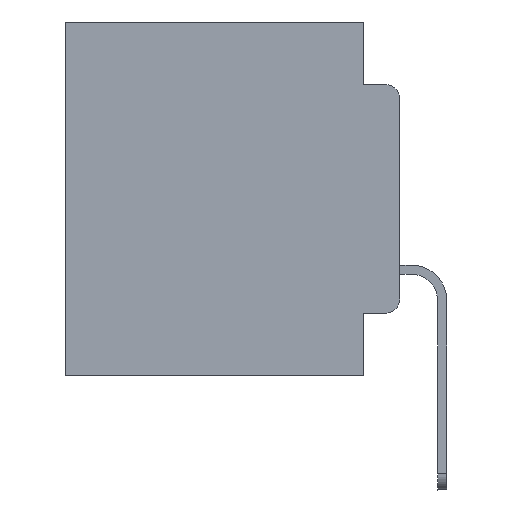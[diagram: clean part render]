
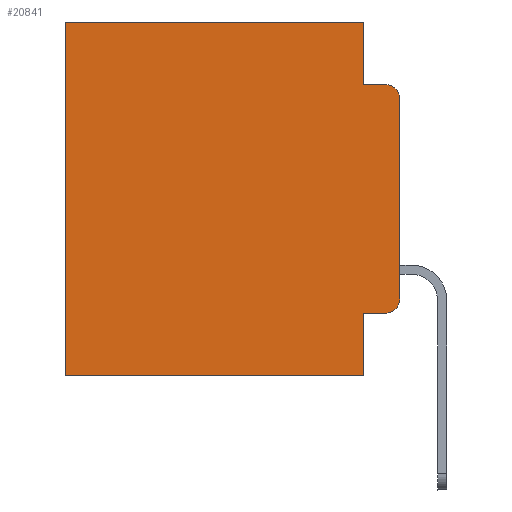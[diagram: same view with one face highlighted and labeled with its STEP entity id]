
A CAD part, left-side view. The second image highlights one B-rep face of the part: STEP entity #20841.
In plain terms, the highlighted planar face has unit normal (-1, 0, 0).
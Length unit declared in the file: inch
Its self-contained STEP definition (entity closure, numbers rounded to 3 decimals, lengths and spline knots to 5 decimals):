
#46 = ORIENTED_EDGE ( 'NONE', *, *, #20152, .T. ) ;
#168 = ORIENTED_EDGE ( 'NONE', *, *, #25356, .T. ) ;
#627 = VECTOR ( 'NONE', #6350, 39.37008 ) ;
#957 = CARTESIAN_POINT ( 'NONE',  ( 0.298, 0.473, -0.5 ) ) ;
#1411 = VERTEX_POINT ( 'NONE', #957 ) ;
#1895 = AXIS2_PLACEMENT_3D ( 'NONE', #10019, #25050, #3821 ) ;
#2115 = VERTEX_POINT ( 'NONE', #10185 ) ;
#2294 = ORIENTED_EDGE ( 'NONE', *, *, #9294, .F. ) ;
#2412 = VERTEX_POINT ( 'NONE', #19721 ) ;
#2501 = EDGE_LOOP ( 'NONE', ( #22156, #46, #8889, #2294, #168, #7775, #8110, #8535, #18689, #15178 ) ) ;
#2568 = VECTOR ( 'NONE', #25883, 39.37008 ) ;
#2874 = DIRECTION ( 'NONE',  ( 0., 0., -1. ) ) ;
#2890 = EDGE_CURVE ( 'NONE', #14962, #21235, #25244, .T. ) ;
#3821 = DIRECTION ( 'NONE',  ( 0., 0., -1. ) ) ;
#4959 = CARTESIAN_POINT ( 'NONE',  ( 0.298, 0.473, 0. ) ) ;
#5071 = LINE ( 'NONE', #17297, #2568 ) ;
#6130 = CARTESIAN_POINT ( 'NONE',  ( 0.298, 0., -0.3915 ) ) ;
#6350 = DIRECTION ( 'NONE',  ( 0., 0., -1. ) ) ;
#6881 = DIRECTION ( 'NONE',  ( -1., 0., 0. ) ) ;
#6884 = CARTESIAN_POINT ( 'NONE',  ( 0.298, 0., 0. ) ) ;
#7775 = ORIENTED_EDGE ( 'NONE', *, *, #26875, .T. ) ;
#7852 = VECTOR ( 'NONE', #23000, 39.37008 ) ;
#8110 = ORIENTED_EDGE ( 'NONE', *, *, #16536, .F. ) ;
#8535 = ORIENTED_EDGE ( 'NONE', *, *, #18707, .F. ) ;
#8562 = DIRECTION ( 'NONE',  ( 0., 1., 0. ) ) ;
#8889 = ORIENTED_EDGE ( 'NONE', *, *, #2890, .F. ) ;
#9294 = EDGE_CURVE ( 'NONE', #19700, #14962, #23348, .T. ) ;
#9572 = VECTOR ( 'NONE', #2874, 39.37008 ) ;
#9728 = LINE ( 'NONE', #10137, #13279 ) ;
#10019 = CARTESIAN_POINT ( 'NONE',  ( 0.298, 0.02, -0.1085 ) ) ;
#10137 = CARTESIAN_POINT ( 'NONE',  ( 0.298, 0.051, -0.4115 ) ) ;
#10185 = CARTESIAN_POINT ( 'NONE',  ( 0.298, 0.051, -0.4115 ) ) ;
#11041 = CARTESIAN_POINT ( 'NONE',  ( 0.298, 0., 0. ) ) ;
#13279 = VECTOR ( 'NONE', #16152, 39.37008 ) ;
#13471 = CARTESIAN_POINT ( 'NONE',  ( 0.298, 0.02, -0.3915 ) ) ;
#14504 = VERTEX_POINT ( 'NONE', #4959 ) ;
#14605 = EDGE_CURVE ( 'NONE', #2115, #20858, #9728, .T. ) ;
#14835 = VECTOR ( 'NONE', #18449, 39.37008 ) ;
#14962 = VERTEX_POINT ( 'NONE', #21786 ) ;
#15129 = CARTESIAN_POINT ( 'NONE',  ( 0.298, 0., 0. ) ) ;
#15178 = ORIENTED_EDGE ( 'NONE', *, *, #16406, .T. ) ;
#15575 = CARTESIAN_POINT ( 'NONE',  ( 0.298, 0., -0.1085 ) ) ;
#16130 = VECTOR ( 'NONE', #23892, 39.37008 ) ;
#16152 = DIRECTION ( 'NONE',  ( 0., -1., 0. ) ) ;
#16406 = EDGE_CURVE ( 'NONE', #20858, #19820, #23949, .T. ) ;
#16536 = EDGE_CURVE ( 'NONE', #2412, #1411, #17407, .T. ) ;
#17255 = LINE ( 'NONE', #15129, #21789 ) ;
#17297 = CARTESIAN_POINT ( 'NONE',  ( 0.298, 0.473, 0. ) ) ;
#17407 = LINE ( 'NONE', #25996, #16130 ) ;
#18449 = DIRECTION ( 'NONE',  ( 0., 0., -1. ) ) ;
#18689 = ORIENTED_EDGE ( 'NONE', *, *, #14605, .T. ) ;
#18707 = EDGE_CURVE ( 'NONE', #2115, #2412, #22398, .T. ) ;
#19700 = VERTEX_POINT ( 'NONE', #25085 ) ;
#19721 = CARTESIAN_POINT ( 'NONE',  ( 0.298, 0.051, -0.5 ) ) ;
#19820 = VERTEX_POINT ( 'NONE', #6130 ) ;
#19941 = DIRECTION ( 'NONE',  ( 0., 0., -1. ) ) ;
#20152 = EDGE_CURVE ( 'NONE', #23864, #21235, #24357, .T. ) ;
#20207 = DIRECTION ( 'NONE',  ( 1., 0., 0. ) ) ;
#20276 = CARTESIAN_POINT ( 'NONE',  ( 0.298, 0.02, -0.0885 ) ) ;
#20291 = AXIS2_PLACEMENT_3D ( 'NONE', #6884, #20207, #19941 ) ;
#20805 = CARTESIAN_POINT ( 'NONE',  ( 0.298, 0.051, 0. ) ) ;
#20841 = ADVANCED_FACE ( 'NONE', ( #26136 ), #26416, .F. ) ;
#20858 = VERTEX_POINT ( 'NONE', #24448 ) ;
#21235 = VERTEX_POINT ( 'NONE', #20276 ) ;
#21786 = CARTESIAN_POINT ( 'NONE',  ( 0.298, 0.051, -0.0885 ) ) ;
#21789 = VECTOR ( 'NONE', #8562, 39.37008 ) ;
#22156 = ORIENTED_EDGE ( 'NONE', *, *, #22933, .F. ) ;
#22272 = CARTESIAN_POINT ( 'NONE',  ( 0.298, 0.051, 0. ) ) ;
#22398 = LINE ( 'NONE', #22272, #14835 ) ;
#22933 = EDGE_CURVE ( 'NONE', #23864, #19820, #24117, .T. ) ;
#23000 = DIRECTION ( 'NONE',  ( 0., -1., 0. ) ) ;
#23146 = CARTESIAN_POINT ( 'NONE',  ( 0.298, 0.051, -0.0885 ) ) ;
#23348 = LINE ( 'NONE', #20805, #627 ) ;
#23864 = VERTEX_POINT ( 'NONE', #15575 ) ;
#23892 = DIRECTION ( 'NONE',  ( 0., 1., 0. ) ) ;
#23949 = CIRCLE ( 'NONE', #24388, 0.02 ) ;
#24117 = LINE ( 'NONE', #11041, #9572 ) ;
#24169 = DIRECTION ( 'NONE',  ( 0., 0., -1. ) ) ;
#24357 = CIRCLE ( 'NONE', #1895, 0.02 ) ;
#24388 = AXIS2_PLACEMENT_3D ( 'NONE', #13471, #6881, #24169 ) ;
#24448 = CARTESIAN_POINT ( 'NONE',  ( 0.298, 0.02, -0.4115 ) ) ;
#25050 = DIRECTION ( 'NONE',  ( -1., 0., 0. ) ) ;
#25085 = CARTESIAN_POINT ( 'NONE',  ( 0.298, 0.051, 0. ) ) ;
#25244 = LINE ( 'NONE', #23146, #7852 ) ;
#25356 = EDGE_CURVE ( 'NONE', #19700, #14504, #17255, .T. ) ;
#25883 = DIRECTION ( 'NONE',  ( 0., 0., -1. ) ) ;
#25996 = CARTESIAN_POINT ( 'NONE',  ( 0.298, 0., -0.5 ) ) ;
#26136 = FACE_OUTER_BOUND ( 'NONE', #2501, .T. ) ;
#26416 = PLANE ( 'NONE',  #20291 ) ;
#26875 = EDGE_CURVE ( 'NONE', #14504, #1411, #5071, .T. ) ;
